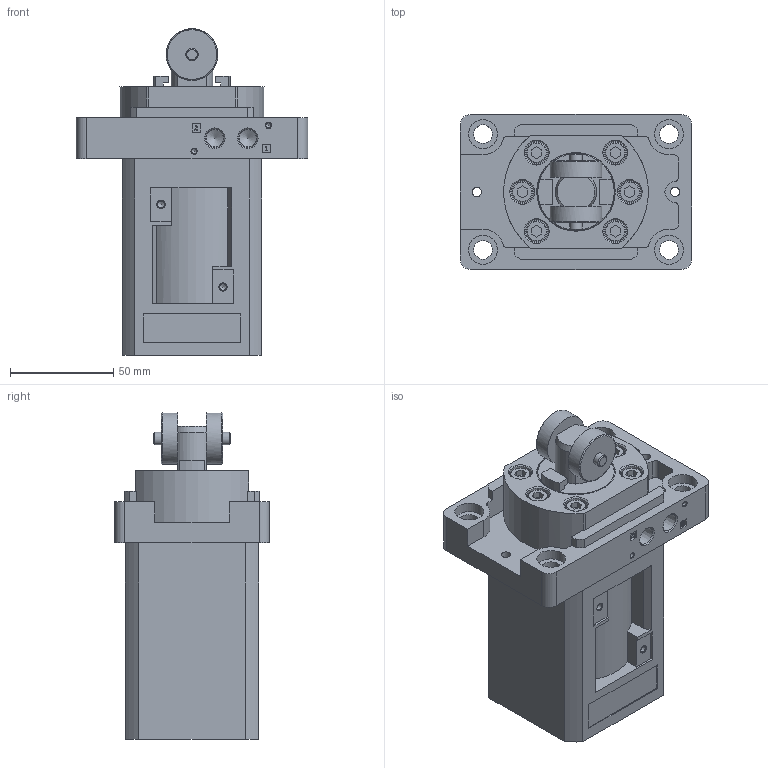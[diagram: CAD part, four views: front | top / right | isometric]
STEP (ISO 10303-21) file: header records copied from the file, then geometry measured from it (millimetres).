
FILE_DESCRIPTION( ( 'STEP AP203' ), '1' );
FILE_NAME( 'MSBR-50-30(0).stp', '2020-06-11T11:23:20', ( 'License CC BY-ND 4.0' ), ( 'CADENAS' ), ' ', 'PARTsolutions', ' ' );
FILE_SCHEMA( ( 'CONFIG_CONTROL_DESIGN' ) );
Length unit declared in the file: millimetre
Products named in the file (4): MSBR-50-30(0); _MSBR-50-30(0)_(b); _MSBR-50-30(0)_(r); _MSBR-50-30_(f)
Assembly tree (3 placements, depth 2):
  MSBR-50-30(0)
    _MSBR-50-30(0)_(b)
    _MSBR-50-30(0)_(r)
    _MSBR-50-30_(f)
Bounding box: 112 x 75 x 158 mm (x, y, z)
Volume: 536969.9 mm3; surface area: 106936 mm2
Topology: 3 solids, 3 shells, 374 faces, 917 edges, 598 vertices
Faces by surface type: plane 242, cylinder 89, cone 41, torus 2
Full cylindrical faces by diameter (mm): 2.459 x4, 3.242 x4, 4.5 x2, 6 x2, 8 x2, 8.5 x2, 9 x4, 10 x6, 11 x6, 14 x8, 20 x3, 25 x2, 38 x1, 50 x2
Entity records: 10523 total; most frequent: DIRECTION 1786, CARTESIAN_POINT 1784, ORIENTED_EDGE 1614, EDGE_CURVE 807, AXIS2_PLACEMENT_3D 605, VERTEX_POINT 587, LINE 576, VECTOR 576
